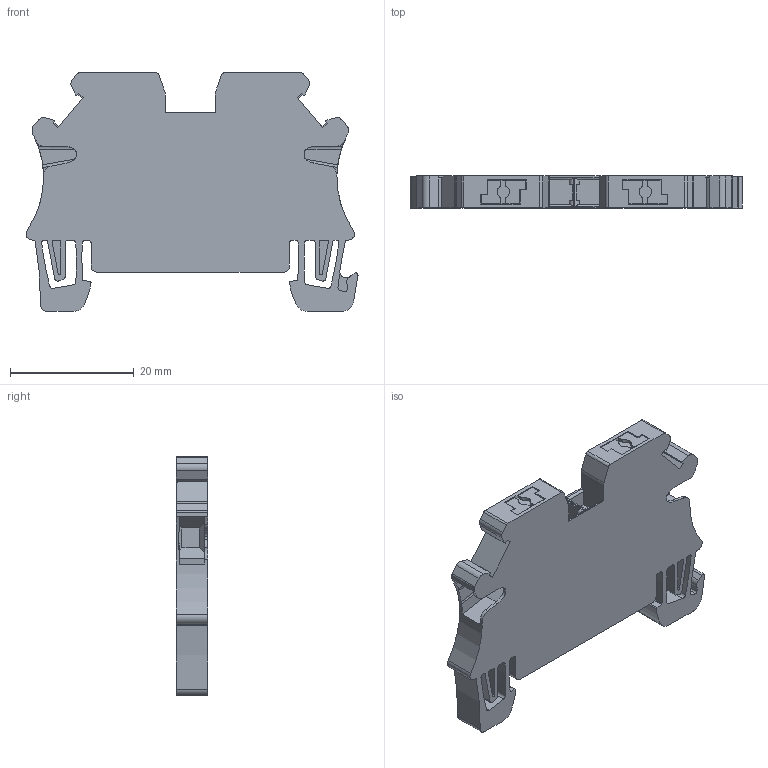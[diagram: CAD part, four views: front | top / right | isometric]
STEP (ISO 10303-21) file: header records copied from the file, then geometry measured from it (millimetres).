
FILE_DESCRIPTION( ('This file contains a STEP AP42 implementation' ,'as created by ZW3D STEP Interface translator.') ,'2;1' );
FILE_NAME( 'RPI2.5傷赽耀倰.stp' ,'23 4 6.1659 9', (''), ('ZWCAD Software Co.'), 'Version 1.0', 'ZW3D to STEP translator', '' );
FILE_SCHEMA(('AUTOMOTIVE_DESIGN { 1 0 10303 214 1 1 1 1 }'));
Length unit declared in the file: millimetre
Products named in the file (2): 0; RPI2.5-PE
Bounding box: 53.56 x 5.15 x 38.5 mm (x, y, z)
Volume: 7023.5 mm3; surface area: 5255 mm2
Topology: 1 solids, 1 shells, 301 faces, 891 edges, 600 vertices
Faces by surface type: plane 190, cylinder 101, bspline 10
Entity records: 10644 total; most frequent: CARTESIAN_POINT 2117, ORIENTED_EDGE 1782, DIRECTION 1654, EDGE_CURVE 891, VECTOR 642, LINE 642, VERTEX_POINT 600, AXIS2_PLACEMENT_3D 506
